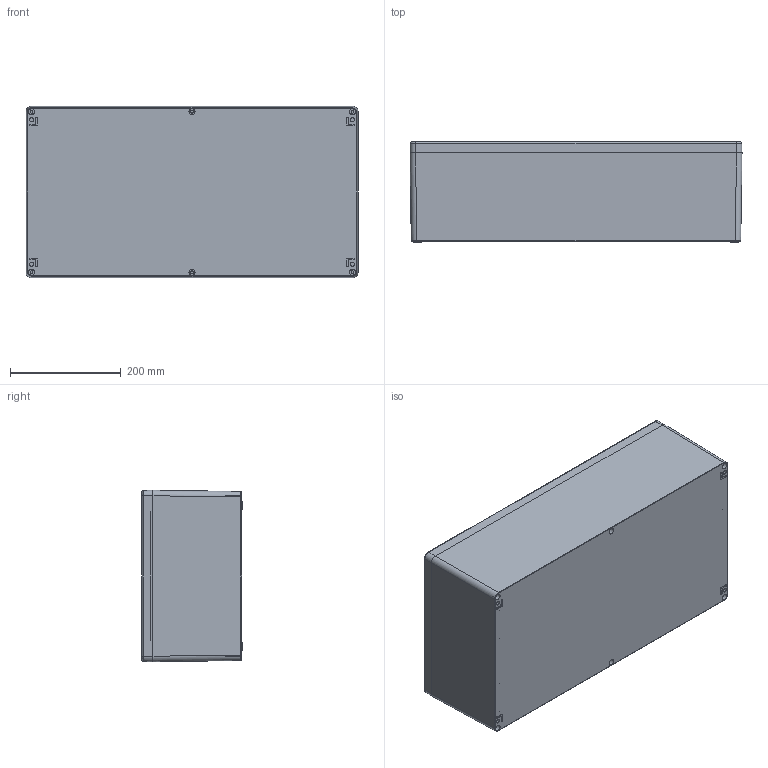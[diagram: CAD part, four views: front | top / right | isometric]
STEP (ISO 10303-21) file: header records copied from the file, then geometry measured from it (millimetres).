
FILE_DESCRIPTION (( 'STEP AP214' ), '1' );
FILE_NAME ('2374-6031-18-50.step', '2023-11-08T10:39:35', ( '' ), ( '' ), 'SwSTEP 2.0', 'SolidWorks 2019', '' );
FILE_SCHEMA (( 'AUTOMOTIVE_DESIGN' ));
Length unit declared in the file: millimetre
Products named in the file (7): Unterteil^2374-6031-18-50; 2374-6031-18-50; SchutzleiteranschlussM4x8; Deckel^2374-6031-18-50; DeckelschraubeM6x24; SchutzleiteranschlussM6x10
Assembly tree (14 placements, depth 3):
  2374-6031-18-50
    2374-6031-18-50
      Unterteil^2374-6031-18-50
      SchutzleiteranschlussM6x10  x4
      Deckel^2374-6031-18-50
      SchutzleiteranschlussM4x8
      DeckelschraubeM6x24  x6
Bounding box: 600 x 181 x 310 mm (x, y, z)
Volume: 3308035.9 mm3; surface area: 1454472.2 mm2
Topology: 18 solids, 18 shells, 1162 faces, 3077 edges, 1952 vertices
Faces by surface type: plane 502, cylinder 363, cone 232, torus 34, bspline 31
Entity records: 24164 total; most frequent: CARTESIAN_POINT 7758, ORIENTED_EDGE 3404, DIRECTION 3337, EDGE_CURVE 1702, AXIS2_PLACEMENT_3D 1265, VERTEX_POINT 1089, VECTOR 807, LINE 807
